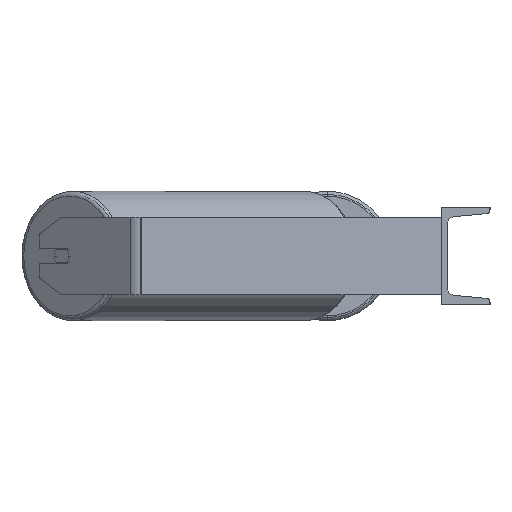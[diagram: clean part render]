
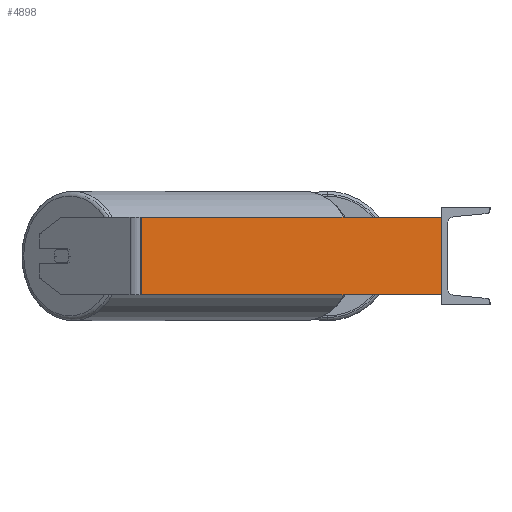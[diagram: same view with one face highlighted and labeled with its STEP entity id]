
A CAD part, left-side view. The second image highlights one B-rep face of the part: STEP entity #4898.
In plain terms, the highlighted planar face has unit normal (-0.996, -0.087, 0).
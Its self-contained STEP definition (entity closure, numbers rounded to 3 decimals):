
#80 = VERTEX_POINT ( 'NONE', #6174 ) ;
#155 = CARTESIAN_POINT ( 'NONE',  ( -585., 0., 40. ) ) ;
#236 = DIRECTION ( 'NONE',  ( 0.087, -0.996, 0. ) ) ;
#277 = ORIENTED_EDGE ( 'NONE', *, *, #8004, .F. ) ;
#366 = VERTEX_POINT ( 'NONE', #598 ) ;
#442 = DIRECTION ( 'NONE',  ( -0.087, 0.996, 0. ) ) ;
#598 = CARTESIAN_POINT ( 'NONE',  ( -611.943, 307.964, 40. ) ) ;
#850 = EDGE_CURVE ( 'NONE', #5810, #80, #5441, .T. ) ;
#1837 = AXIS2_PLACEMENT_3D ( 'NONE', #6769, #3797, #442 ) ;
#1989 = CARTESIAN_POINT ( 'NONE',  ( -585., 0., 40. ) ) ;
#2083 = CARTESIAN_POINT ( 'NONE',  ( -612.521, 314.566, -40. ) ) ;
#3797 = DIRECTION ( 'NONE',  ( 0.996, 0.087, 0. ) ) ;
#3846 = PLANE ( 'NONE',  #1837 ) ;
#3946 = FACE_OUTER_BOUND ( 'NONE', #5818, .T. ) ;
#4291 = DIRECTION ( 'NONE',  ( 0.087, -0.996, 0. ) ) ;
#4617 = ORIENTED_EDGE ( 'NONE', *, *, #7632, .T. ) ;
#4867 = VECTOR ( 'NONE', #5540, 1000. ) ;
#4898 = ADVANCED_FACE ( 'NONE', ( #3946 ), #3846, .F. ) ;
#5441 = LINE ( 'NONE', #1989, #4867 ) ;
#5540 = DIRECTION ( 'NONE',  ( 0., 0., -1. ) ) ;
#5810 = VERTEX_POINT ( 'NONE', #155 ) ;
#5818 = EDGE_LOOP ( 'NONE', ( #4617, #6732, #277, #8433 ) ) ;
#6174 = CARTESIAN_POINT ( 'NONE',  ( -585., 0., -40. ) ) ;
#6681 = EDGE_CURVE ( 'NONE', #366, #8789, #7119, .T. ) ;
#6732 = ORIENTED_EDGE ( 'NONE', *, *, #850, .F. ) ;
#6769 = CARTESIAN_POINT ( 'NONE',  ( -612.521, 314.566, 40. ) ) ;
#7119 = LINE ( 'NONE', #7896, #7435 ) ;
#7292 = DIRECTION ( 'NONE',  ( 0., 0., -1. ) ) ;
#7300 = LINE ( 'NONE', #8663, #7891 ) ;
#7435 = VECTOR ( 'NONE', #7292, 1000. ) ;
#7632 = EDGE_CURVE ( 'NONE', #8789, #80, #7772, .T. ) ;
#7772 = LINE ( 'NONE', #2083, #8807 ) ;
#7891 = VECTOR ( 'NONE', #236, 1000. ) ;
#7896 = CARTESIAN_POINT ( 'NONE',  ( -611.943, 307.964, 40. ) ) ;
#8004 = EDGE_CURVE ( 'NONE', #366, #5810, #7300, .T. ) ;
#8315 = CARTESIAN_POINT ( 'NONE',  ( -611.943, 307.964, -40. ) ) ;
#8433 = ORIENTED_EDGE ( 'NONE', *, *, #6681, .T. ) ;
#8663 = CARTESIAN_POINT ( 'NONE',  ( -612.521, 314.566, 40. ) ) ;
#8789 = VERTEX_POINT ( 'NONE', #8315 ) ;
#8807 = VECTOR ( 'NONE', #4291, 1000. ) ;
